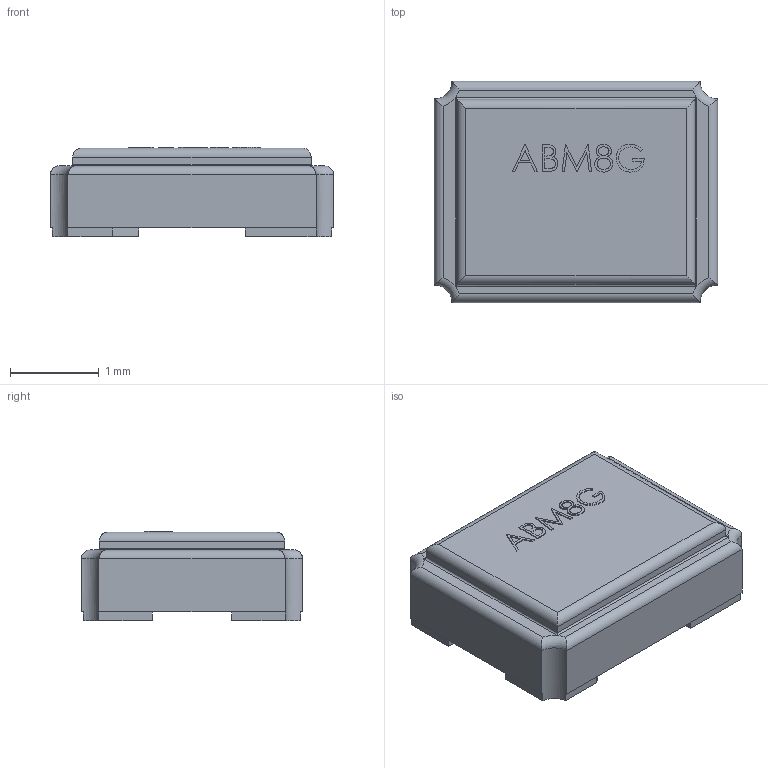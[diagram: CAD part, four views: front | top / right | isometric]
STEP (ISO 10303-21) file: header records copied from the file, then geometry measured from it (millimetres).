
FILE_DESCRIPTION (( 'STEP AP214' ), '1' );
FILE_NAME ('71FC787F-A148-4530-BDB5-9799217023AF.STEP', '2024-06-28T02:02:37', ( '' ), ( '' ), 'SwSTEP 2.0', 'SolidWorks 2022', '' );
FILE_SCHEMA (( 'AUTOMOTIVE_DESIGN' ));
Length unit declared in the file: millimetre
Products named in the file (1): 71FC787F-A148-4530-BDB5-9799217023AF
Bounding box: 3.2 x 2.5 x 1.01 mm (x, y, z)
Volume: 6.9 mm3; surface area: 25.9 mm2
Topology: 1 solids, 1 shells, 145 faces, 375 edges, 242 vertices
Faces by surface type: plane 82, bspline 43, cylinder 16, torus 4
Entity records: 8224 total; most frequent: CARTESIAN_POINT 3378, ORIENTED_EDGE 750, DIRECTION 511, EDGE_CURVE 375, VERTEX_POINT 242, VECTOR 241, LINE 241, EDGE_LOOP 155
